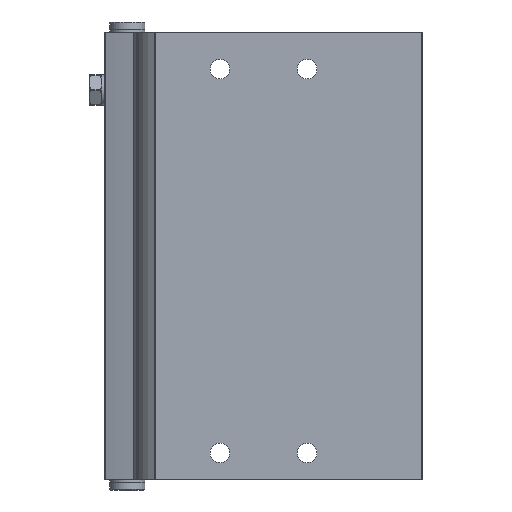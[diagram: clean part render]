
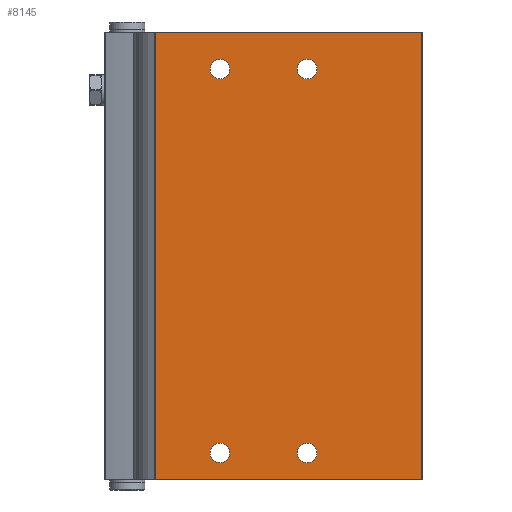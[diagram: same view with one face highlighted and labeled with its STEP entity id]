
A CAD part, front view. The second image highlights one B-rep face of the part: STEP entity #8145.
In plain terms, the highlighted planar face has unit normal (0, -1, 0).
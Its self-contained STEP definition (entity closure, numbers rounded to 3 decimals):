
#637=LINE('',#14021,#1185);
#638=LINE('',#14031,#1186);
#639=LINE('',#14033,#1187);
#640=LINE('',#14035,#1188);
#1185=VECTOR('',#10504,1000.);
#1186=VECTOR('',#10515,1000.);
#1187=VECTOR('',#10516,1000.);
#1188=VECTOR('',#10517,1000.);
#1955=ORIENTED_EDGE('',*,*,#4038,.F.);
#1956=ORIENTED_EDGE('',*,*,#4039,.F.);
#1957=ORIENTED_EDGE('',*,*,#4040,.F.);
#1958=ORIENTED_EDGE('',*,*,#4041,.F.);
#1959=ORIENTED_EDGE('',*,*,#4042,.F.);
#1960=ORIENTED_EDGE('',*,*,#4037,.F.);
#1961=ORIENTED_EDGE('',*,*,#4043,.T.);
#1962=ORIENTED_EDGE('',*,*,#4044,.T.);
#4037=EDGE_CURVE('',#5088,#5087,#637,.T.);
#4038=EDGE_CURVE('',#5089,#5089,#5676,.T.);
#4039=EDGE_CURVE('',#5090,#5090,#5677,.T.);
#4040=EDGE_CURVE('',#5091,#5091,#5678,.T.);
#4041=EDGE_CURVE('',#5092,#5092,#5679,.T.);
#4042=EDGE_CURVE('',#5087,#5093,#638,.T.);
#4043=EDGE_CURVE('',#5088,#5094,#639,.T.);
#4044=EDGE_CURVE('',#5094,#5093,#640,.T.);
#5087=VERTEX_POINT('',#14018);
#5088=VERTEX_POINT('',#14020);
#5089=VERTEX_POINT('',#14024);
#5090=VERTEX_POINT('',#14026);
#5091=VERTEX_POINT('',#14028);
#5092=VERTEX_POINT('',#14030);
#5093=VERTEX_POINT('',#14032);
#5094=VERTEX_POINT('',#14034);
#5676=CIRCLE('',#9234,2.25);
#5677=CIRCLE('',#9235,2.25);
#5678=CIRCLE('',#9236,2.25);
#5679=CIRCLE('',#9237,2.25);
#6124=EDGE_LOOP('',(#1955));
#6125=EDGE_LOOP('',(#1956));
#6126=EDGE_LOOP('',(#1957));
#6127=EDGE_LOOP('',(#1958));
#6128=EDGE_LOOP('',(#1959,#1960,#1961,#1962));
#7054=FACE_BOUND('',#6124,.T.);
#7055=FACE_BOUND('',#6125,.T.);
#7056=FACE_BOUND('',#6126,.T.);
#7057=FACE_BOUND('',#6127,.T.);
#7058=FACE_BOUND('',#6128,.T.);
#7849=PLANE('',#9233);
#8145=ADVANCED_FACE('',(#7054,#7055,#7056,#7057,#7058),#7849,.T.);
#9233=AXIS2_PLACEMENT_3D('',#14022,#10505,#10506);
#9234=AXIS2_PLACEMENT_3D('',#14023,#10507,#10508);
#9235=AXIS2_PLACEMENT_3D('',#14025,#10509,#10510);
#9236=AXIS2_PLACEMENT_3D('',#14027,#10511,#10512);
#9237=AXIS2_PLACEMENT_3D('',#14029,#10513,#10514);
#10504=DIRECTION('',(0.,0.,1.));
#10505=DIRECTION('',(0.,-1.,0.));
#10506=DIRECTION('',(0.,0.,-1.));
#10507=DIRECTION('',(0.,-1.,0.));
#10508=DIRECTION('',(0.,0.,-1.));
#10509=DIRECTION('',(0.,-1.,0.));
#10510=DIRECTION('',(0.,0.,-1.));
#10511=DIRECTION('',(0.,-1.,0.));
#10512=DIRECTION('',(0.,0.,-1.));
#10513=DIRECTION('',(0.,-1.,0.));
#10514=DIRECTION('',(0.,0.,-1.));
#10515=DIRECTION('',(1.,0.,0.));
#10516=DIRECTION('',(1.,0.,0.));
#10517=DIRECTION('',(0.,0.,1.));
#14018=CARTESIAN_POINT('',(-36.27,0.,0.));
#14020=CARTESIAN_POINT('',(-36.27,0.,-102.3));
#14021=CARTESIAN_POINT('',(-36.27,0.,-102.3));
#14022=CARTESIAN_POINT('',(-36.27,0.,-102.3));
#14023=CARTESIAN_POINT('',(-10.,0.,-94.));
#14024=CARTESIAN_POINT('',(-10.,0.,-96.25));
#14025=CARTESIAN_POINT('',(-10.,0.,-6.));
#14026=CARTESIAN_POINT('',(-10.,0.,-8.25));
#14027=CARTESIAN_POINT('',(10.,0.,-94.));
#14028=CARTESIAN_POINT('',(10.,0.,-96.25));
#14029=CARTESIAN_POINT('',(10.,0.,-6.));
#14030=CARTESIAN_POINT('',(10.,0.,-8.25));
#14031=CARTESIAN_POINT('',(-36.27,0.,0.));
#14032=CARTESIAN_POINT('',(24.73,0.,0.));
#14033=CARTESIAN_POINT('',(-36.27,0.,-102.3));
#14034=CARTESIAN_POINT('',(24.73,0.,-102.3));
#14035=CARTESIAN_POINT('',(24.73,0.,-102.3));
